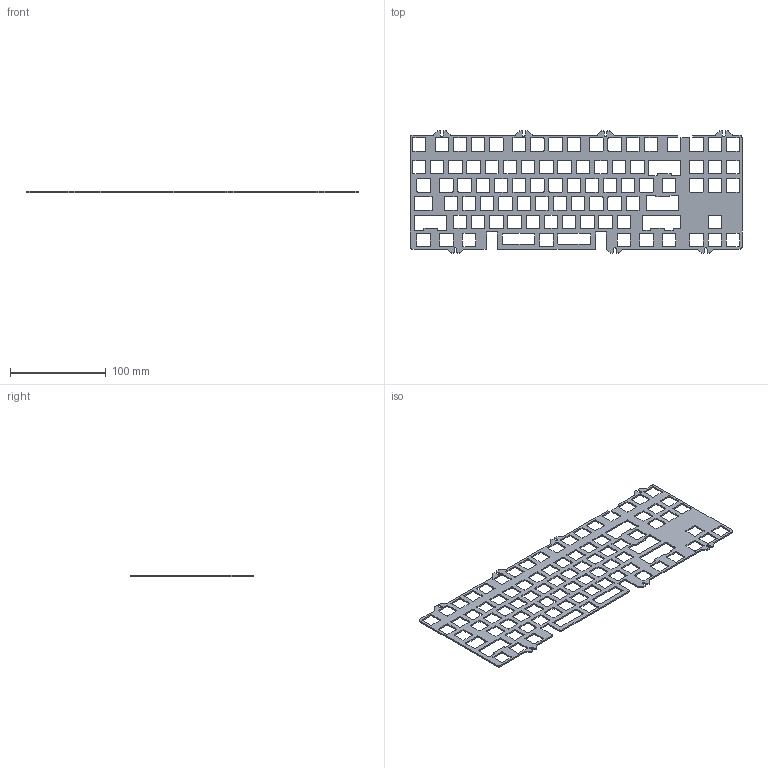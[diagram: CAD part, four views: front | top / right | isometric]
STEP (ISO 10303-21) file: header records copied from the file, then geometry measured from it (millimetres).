
FILE_DESCRIPTION(/* description */ (''),/* implementation_level */ '2;1');
FILE_NAME(/* name */ 'KFE_CE_PLATE_FIXED_STEPPED_CAPS-2020_01_18.step',/* time_stamp */ '2021-01-18T20:53:02-05:00',/* author */ (''),/* organization */ (''),/* preprocessor_version */ 'ST-DEVELOPER v18.1',/* originating_system */ 'Autodesk Translation Framework v9.7.1.1290',/* authorisation */ '');
FILE_SCHEMA (('AUTOMOTIVE_DESIGN { 1 0 10303 214 3 1 1 }'));
Length unit declared in the file: millimetre
Products named in the file (1): Plate
Bounding box: 347.66 x 127.96 x 1.5 mm (x, y, z)
Volume: 33066 mm3; surface area: 53482.7 mm2
Topology: 1 solids, 1 shells, 878 faces, 2628 edges, 1752 vertices
Faces by surface type: plane 440, cylinder 438
Entity records: 30196 total; most frequent: DIRECTION 5262, CARTESIAN_POINT 5259, ORIENTED_EDGE 5256, EDGE_CURVE 2628, AXIS2_PLACEMENT_3D 1755, LINE 1752, VECTOR 1752, VERTEX_POINT 1752
